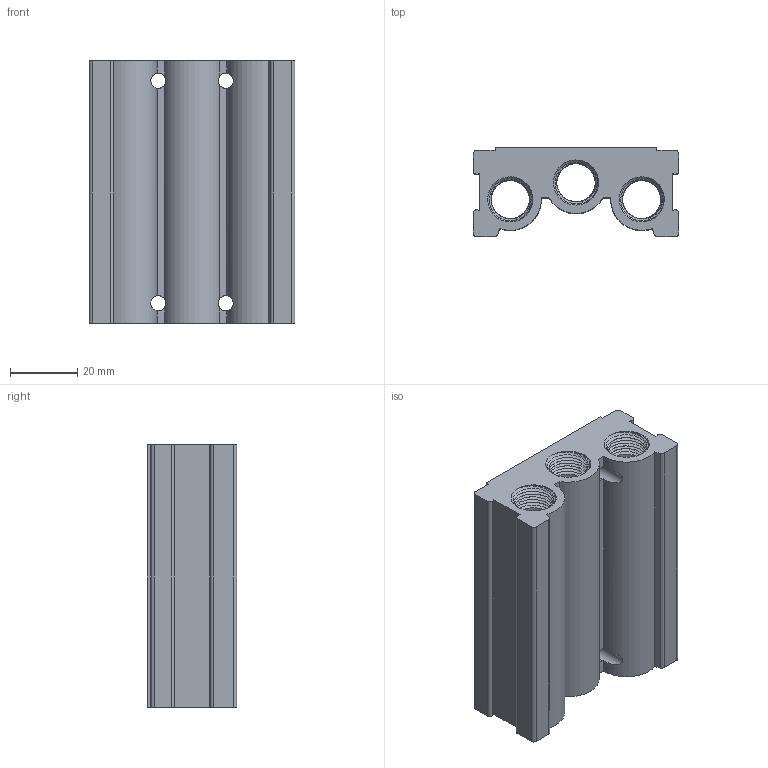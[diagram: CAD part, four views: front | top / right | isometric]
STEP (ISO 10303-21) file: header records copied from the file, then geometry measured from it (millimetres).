
FILE_DESCRIPTION (( 'STEP AP203' ), '1' );
FILE_NAME ('mf2500-m03.STEP', '2011-11-02T06:57:25', ( 'yrd6' ), ( 'Hewlett-Packard Company' ), 'SwSTEP 2.0', 'SolidWorks 2008', '' );
FILE_SCHEMA (( 'CONFIG_CONTROL_DESIGN' ));
Length unit declared in the file: millimetre
Products named in the file (1): mf2500-m03
Bounding box: 61 x 26.5 x 78 mm (x, y, z)
Volume: 69157.8 mm3; surface area: 31192.6 mm2
Topology: 1 solids, 1 shells, 240 faces, 735 edges, 507 vertices
Faces by surface type: cylinder 150, plane 51, cone 21, bspline 18
Entity records: 17897 total; most frequent: CARTESIAN_POINT 11828, ORIENTED_EDGE 1470, DIRECTION 1017, EDGE_CURVE 735, VERTEX_POINT 507, AXIS2_PLACEMENT_3D 378, EDGE_LOOP 278, VECTOR 261
